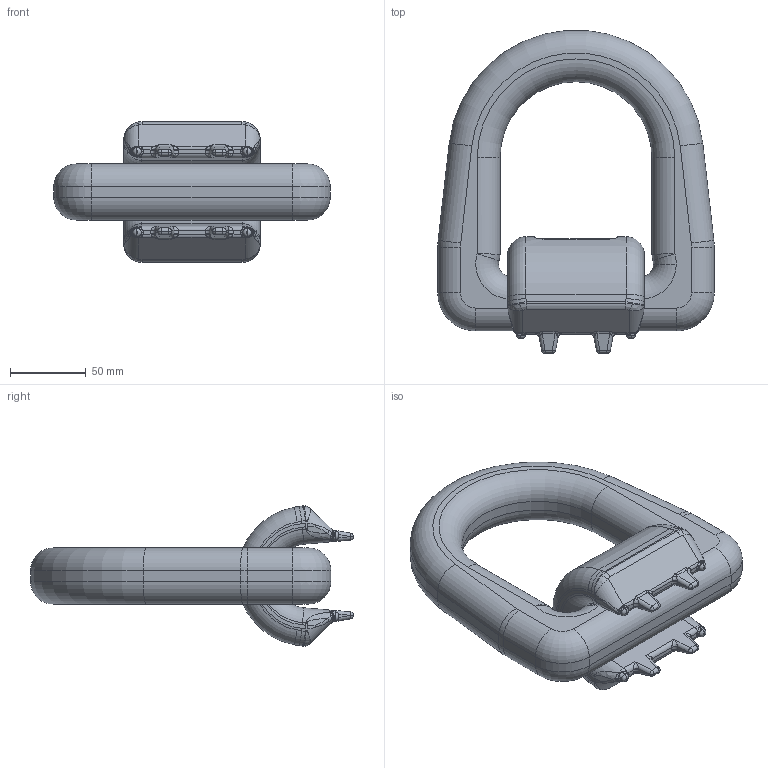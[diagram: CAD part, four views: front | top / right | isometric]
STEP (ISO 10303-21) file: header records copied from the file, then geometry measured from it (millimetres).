
FILE_DESCRIPTION (( 'STEP AP203' ), '1' );
FILE_NAME ('20240717_APAS_16t.STEP', '2024-07-17T08:35:50', ( '' ), ( '' ), 'SwSTEP 2.0', 'SolidWorks 2024', '' );
FILE_SCHEMA (( 'CONFIG_CONTROL_DESIGN' ));
Length unit declared in the file: millimetre
Products named in the file (3): 20240717_APAS_16t; APAS16_Stepversion_Standard<Wie bearbeitet>; APS16Bock_APAS16Bock_ohneBrahm
Assembly tree (2 placements, depth 2):
  20240717_APAS_16t
    APAS16_Stepversion_Standard<Wie bearbeitet>
    APS16Bock_APAS16Bock_ohneBrahm
Bounding box: 182 x 212.44 x 92.54 mm (x, y, z)
Volume: 894402.4 mm3; surface area: 96970.5 mm2
Topology: 2 solids, 2 shells, 437 faces, 1030 edges, 566 vertices
Faces by surface type: bspline 170, cylinder 129, plane 68, torus 38, cone 16, sphere 16
Entity records: 18003 total; most frequent: CARTESIAN_POINT 9230, ORIENTED_EDGE 1996, DIRECTION 1552, EDGE_CURVE 998, AXIS2_PLACEMENT_3D 638, VERTEX_POINT 566, EDGE_LOOP 440, FACE_OUTER_BOUND 437
